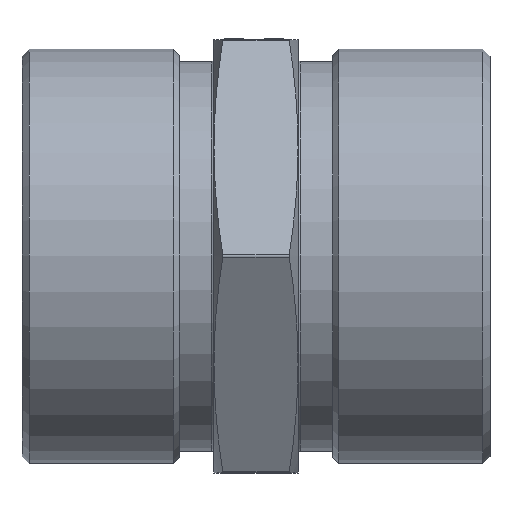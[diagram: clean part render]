
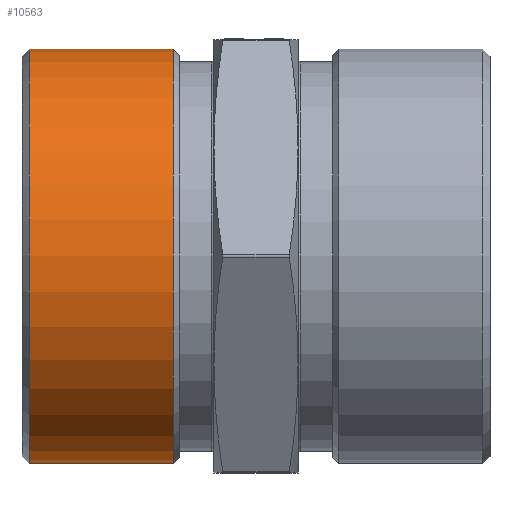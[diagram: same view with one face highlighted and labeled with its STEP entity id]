
A CAD part, top view. The second image highlights one B-rep face of the part: STEP entity #10563.
In plain terms, the highlighted cylindrical face has radius 23.901 mm (diameter 47.803 mm), a full revolution.
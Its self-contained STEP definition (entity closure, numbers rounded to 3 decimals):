
#1448 = CARTESIAN_POINT ( 'NONE',  ( -17.925, 0., 0. ) ) ;
#1449 = DIRECTION ( 'NONE',  ( 1., 0., 0. ) ) ;
#1450 = DIRECTION ( 'NONE',  ( 0., 0., -1. ) ) ;
#4385 = CARTESIAN_POINT ( 'NONE',  ( -26.175, 0., 23.901 ) ) ;
#4386 = CARTESIAN_POINT ( 'NONE',  ( -9.551, 0., -23.901 ) ) ;
#4999 = CARTESIAN_POINT ( 'NONE',  ( -26.175, 0., 0. ) ) ;
#5000 = DIRECTION ( 'NONE',  ( -1., 0., 0. ) ) ;
#5001 = DIRECTION ( 'NONE',  ( 0., 0., 1. ) ) ;
#5002 = CARTESIAN_POINT ( 'NONE',  ( -9.551, 0., 0. ) ) ;
#5003 = DIRECTION ( 'NONE',  ( -1., 0., 0. ) ) ;
#5004 = DIRECTION ( 'NONE',  ( 0., 0., -1. ) ) ;
#5546 = AXIS2_PLACEMENT_3D ( 'NONE', #1448, #1449, #1450 ) ;
#8181 = EDGE_LOOP ( 'NONE', ( #8487 ) ) ;
#8187 = EDGE_LOOP ( 'NONE', ( #8486 ) ) ;
#8486 = ORIENTED_EDGE ( 'NONE', *, *, #11940, .T. ) ;
#8487 = ORIENTED_EDGE ( 'NONE', *, *, #11939, .F. ) ;
#8924 = FACE_OUTER_BOUND ( 'NONE', #8187, .T. ) ;
#8925 = FACE_OUTER_BOUND ( 'NONE', #8181, .T. ) ;
#8930 = CYLINDRICAL_SURFACE ( 'NONE', #5546, 23.901 ) ;
#9204 = VERTEX_POINT ( 'NONE', #4385 ) ;
#9205 = VERTEX_POINT ( 'NONE', #4386 ) ;
#10563 = ADVANCED_FACE ( 'NONE', ( #8924, #8925 ), #8930, .T. ) ;
#11140 = CIRCLE ( 'NONE', #11858, 23.901 ) ;
#11141 = CIRCLE ( 'NONE', #11857, 23.901 ) ;
#11857 = AXIS2_PLACEMENT_3D ( 'NONE', #5002, #5003, #5004 ) ;
#11858 = AXIS2_PLACEMENT_3D ( 'NONE', #4999, #5000, #5001 ) ;
#11939 = EDGE_CURVE ( 'NONE', #9204, #9204, #11140, .T. ) ;
#11940 = EDGE_CURVE ( 'NONE', #9205, #9205, #11141, .T. ) ;
